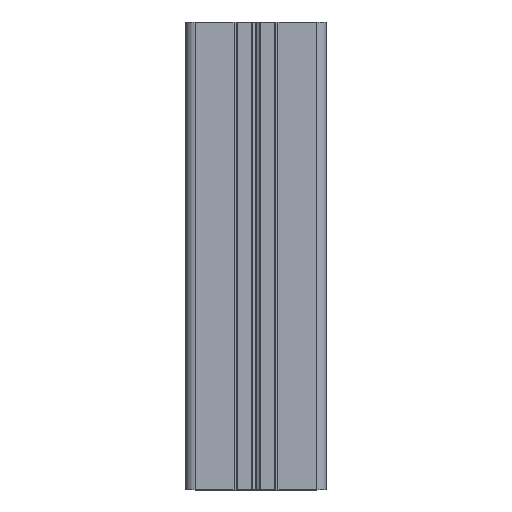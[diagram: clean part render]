
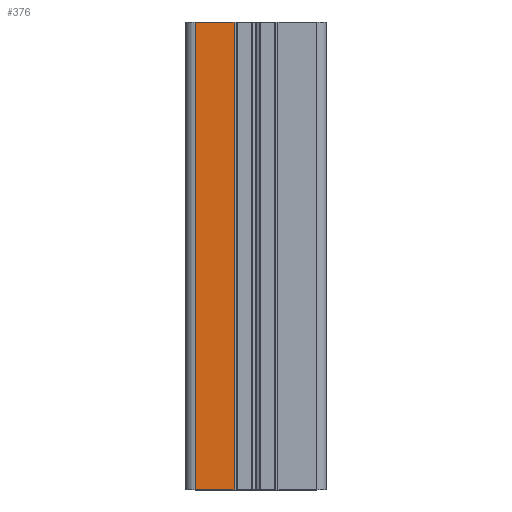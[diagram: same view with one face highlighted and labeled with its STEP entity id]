
A CAD part, top view. The second image highlights one B-rep face of the part: STEP entity #376.
In plain terms, the highlighted planar face has unit normal (0, 0, 1).
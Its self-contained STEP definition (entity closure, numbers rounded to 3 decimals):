
#376 = ADVANCED_FACE( '', ( #820 ), #821, .T. );
#820 = FACE_OUTER_BOUND( '', #1315, .T. );
#821 = PLANE( '', #1316 );
#1315 = EDGE_LOOP( '', ( #2579, #2580, #2581, #2582 ) );
#1316 = AXIS2_PLACEMENT_3D( '', #2583, #2584, #2585 );
#2579 = ORIENTED_EDGE( '', *, *, #3316, .F. );
#2580 = ORIENTED_EDGE( '', *, *, #3605, .F. );
#2581 = ORIENTED_EDGE( '', *, *, #3555, .T. );
#2582 = ORIENTED_EDGE( '', *, *, #3606, .T. );
#2583 = CARTESIAN_POINT( '', ( -4.7, 100., 15. ) );
#2584 = DIRECTION( '', ( 0., 0., 1. ) );
#2585 = DIRECTION( '', ( 1., 0., 0. ) );
#3316 = EDGE_CURVE( '', #4119, #4120, #4121, .T. );
#3555 = EDGE_CURVE( '', #4472, #4473, #4474, .T. );
#3605 = EDGE_CURVE( '', #4472, #4119, #4543, .T. );
#3606 = EDGE_CURVE( '', #4473, #4120, #4544, .T. );
#4119 = VERTEX_POINT( '', #5194 );
#4120 = VERTEX_POINT( '', #5195 );
#4121 = LINE( '', #5196, #5197 );
#4472 = VERTEX_POINT( '', #5675 );
#4473 = VERTEX_POINT( '', #5676 );
#4474 = LINE( '', #5677, #5678 );
#4543 = LINE( '', #5770, #5771 );
#4544 = LINE( '', #5772, #5773 );
#5194 = CARTESIAN_POINT( '', ( -4.7, 0., 15. ) );
#5195 = CARTESIAN_POINT( '', ( -13., 0., 15. ) );
#5196 = CARTESIAN_POINT( '', ( -4.7, 0., 15. ) );
#5197 = VECTOR( '', #6216, 1000. );
#5675 = CARTESIAN_POINT( '', ( -4.7, 100., 15. ) );
#5676 = CARTESIAN_POINT( '', ( -13., 100., 15. ) );
#5677 = CARTESIAN_POINT( '', ( -4.7, 100., 15. ) );
#5678 = VECTOR( '', #6533, 1000. );
#5770 = CARTESIAN_POINT( '', ( -4.7, 100., 15. ) );
#5771 = VECTOR( '', #6629, 1000. );
#5772 = CARTESIAN_POINT( '', ( -13., 100., 15. ) );
#5773 = VECTOR( '', #6630, 1000. );
#6216 = DIRECTION( '', ( -1., 0., 0. ) );
#6533 = DIRECTION( '', ( -1., 0., 0. ) );
#6629 = DIRECTION( '', ( 0., -1., 0. ) );
#6630 = DIRECTION( '', ( 0., -1., 0. ) );
